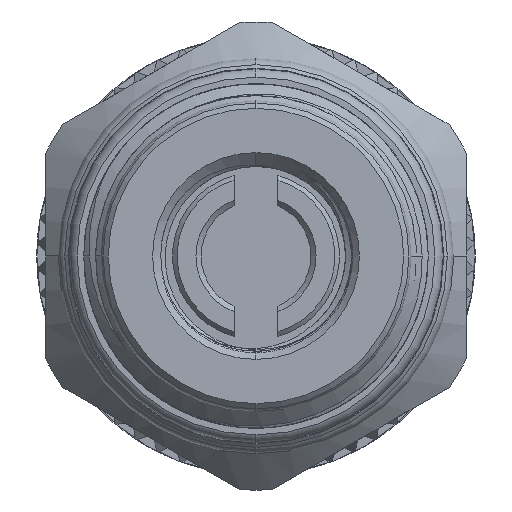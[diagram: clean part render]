
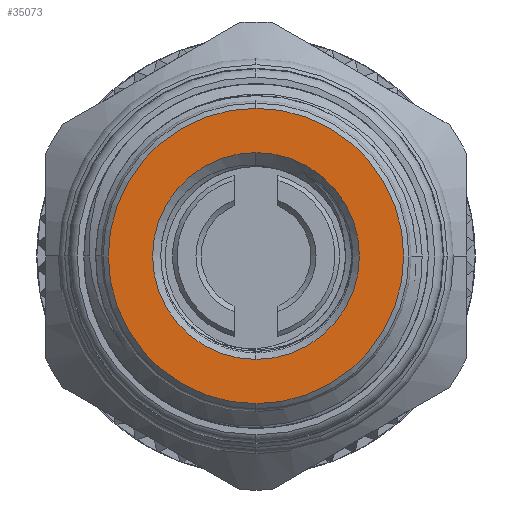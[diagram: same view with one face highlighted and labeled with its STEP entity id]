
A CAD part, left-side view. The second image highlights one B-rep face of the part: STEP entity #35073.
In plain terms, the highlighted planar face has unit normal (-1, 0, 0).
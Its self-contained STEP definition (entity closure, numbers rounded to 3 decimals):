
#1474 = CARTESIAN_POINT ( 'NONE',  ( -68.25, 0., 0. ) ) ;
#2786 = EDGE_LOOP ( 'NONE', ( #9398, #41587 ) ) ;
#3017 = DIRECTION ( 'NONE',  ( 0., 0., 1. ) ) ;
#3450 = AXIS2_PLACEMENT_3D ( 'NONE', #34048, #34326, #18611 ) ;
#3892 = FACE_OUTER_BOUND ( 'NONE', #2786, .T. ) ;
#4381 = VERTEX_POINT ( 'NONE', #18324 ) ;
#5412 = CARTESIAN_POINT ( 'NONE',  ( -68.25, 0., 5.9 ) ) ;
#6443 = ORIENTED_EDGE ( 'NONE', *, *, #28722, .F. ) ;
#6511 = DIRECTION ( 'NONE',  ( -1., 0., 0. ) ) ;
#7627 = EDGE_CURVE ( 'NONE', #38921, #41547, #33529, .T. ) ;
#7718 = PLANE ( 'NONE',  #3450 ) ;
#9398 = ORIENTED_EDGE ( 'NONE', *, *, #41606, .T. ) ;
#9818 = DIRECTION ( 'NONE',  ( 0., 0., -1. ) ) ;
#10553 = AXIS2_PLACEMENT_3D ( 'NONE', #1474, #40956, #24196 ) ;
#11127 = AXIS2_PLACEMENT_3D ( 'NONE', #38328, #28494, #41778 ) ;
#11562 = ORIENTED_EDGE ( 'NONE', *, *, #7627, .F. ) ;
#12275 = EDGE_CURVE ( 'NONE', #31632, #4381, #29801, .T. ) ;
#14992 = CARTESIAN_POINT ( 'NONE',  ( -68.25, 0., 8.425 ) ) ;
#16147 = DIRECTION ( 'NONE',  ( -1., 0., 0. ) ) ;
#17269 = AXIS2_PLACEMENT_3D ( 'NONE', #35878, #16147, #9818 ) ;
#18324 = CARTESIAN_POINT ( 'NONE',  ( -68.25, 0., -8.425 ) ) ;
#18611 = DIRECTION ( 'NONE',  ( 0., 0., -1. ) ) ;
#21789 = CIRCLE ( 'NONE', #24237, 5.9 ) ;
#22823 = CIRCLE ( 'NONE', #11127, 8.425 ) ;
#24196 = DIRECTION ( 'NONE',  ( 0., 0., 1. ) ) ;
#24237 = AXIS2_PLACEMENT_3D ( 'NONE', #36140, #6511, #3017 ) ;
#28494 = DIRECTION ( 'NONE',  ( -1., 0., 0. ) ) ;
#28722 = EDGE_CURVE ( 'NONE', #41547, #38921, #21789, .T. ) ;
#29801 = CIRCLE ( 'NONE', #17269, 8.425 ) ;
#31632 = VERTEX_POINT ( 'NONE', #14992 ) ;
#33529 = CIRCLE ( 'NONE', #10553, 5.9 ) ;
#34048 = CARTESIAN_POINT ( 'NONE',  ( -68.25, 0., 0. ) ) ;
#34326 = DIRECTION ( 'NONE',  ( 1., 0., 0. ) ) ;
#34538 = CARTESIAN_POINT ( 'NONE',  ( -68.25, 0., -5.9 ) ) ;
#35073 = ADVANCED_FACE ( 'NONE', ( #3892, #37892 ), #7718, .F. ) ;
#35878 = CARTESIAN_POINT ( 'NONE',  ( -68.25, 0., 0. ) ) ;
#36140 = CARTESIAN_POINT ( 'NONE',  ( -68.25, 0., 0. ) ) ;
#36456 = EDGE_LOOP ( 'NONE', ( #11562, #6443 ) ) ;
#37892 = FACE_BOUND ( 'NONE', #36456, .T. ) ;
#38328 = CARTESIAN_POINT ( 'NONE',  ( -68.25, 0., 0. ) ) ;
#38921 = VERTEX_POINT ( 'NONE', #5412 ) ;
#40956 = DIRECTION ( 'NONE',  ( -1., 0., 0. ) ) ;
#41547 = VERTEX_POINT ( 'NONE', #34538 ) ;
#41587 = ORIENTED_EDGE ( 'NONE', *, *, #12275, .T. ) ;
#41606 = EDGE_CURVE ( 'NONE', #4381, #31632, #22823, .T. ) ;
#41778 = DIRECTION ( 'NONE',  ( 0., 0., -1. ) ) ;
